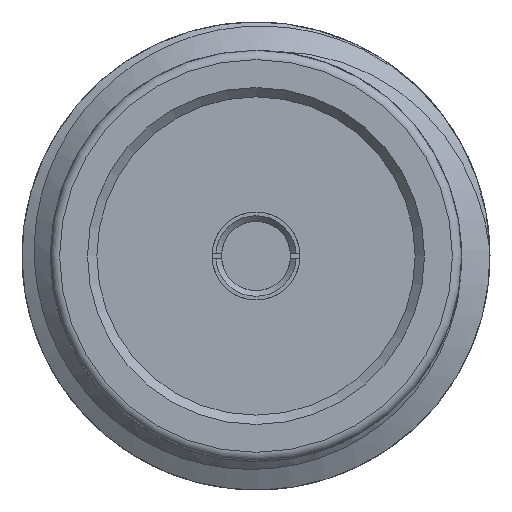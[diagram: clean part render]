
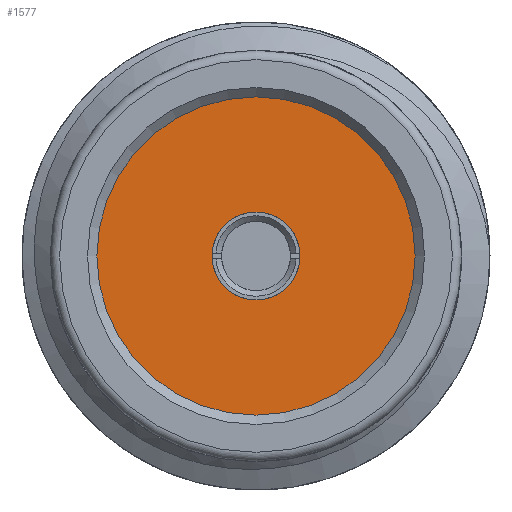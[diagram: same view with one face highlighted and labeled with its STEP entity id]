
A CAD part, left-side view. The second image highlights one B-rep face of the part: STEP entity #1577.
In plain terms, the highlighted planar face has unit normal (-1, 0, 0).
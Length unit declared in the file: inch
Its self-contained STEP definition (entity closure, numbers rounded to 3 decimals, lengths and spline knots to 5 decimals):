
#40 = CIRCLE ( 'NONE', #2454, 0.085 ) ;
#93 = DIRECTION ( 'NONE',  ( 0., 0., 1. ) ) ;
#104 = CIRCLE ( 'NONE', #1884, 0.0235 ) ;
#571 = ORIENTED_EDGE ( 'NONE', *, *, #3257, .T. ) ;
#965 = EDGE_LOOP ( 'NONE', ( #571 ) ) ;
#1009 = CARTESIAN_POINT ( 'NONE',  ( 0.075, 0., 0. ) ) ;
#1083 = CARTESIAN_POINT ( 'NONE',  ( 0.075, 0., 0. ) ) ;
#1547 = DIRECTION ( 'NONE',  ( 0., 0., 1. ) ) ;
#1577 = ADVANCED_FACE ( 'NONE', ( #3020, #2956 ), #3218, .T. ) ;
#1884 = AXIS2_PLACEMENT_3D ( 'NONE', #1083, #3147, #1547 ) ;
#1892 = DIRECTION ( 'NONE',  ( -1., 0., 0. ) ) ;
#2038 = EDGE_LOOP ( 'NONE', ( #2255 ) ) ;
#2196 = AXIS2_PLACEMENT_3D ( 'NONE', #2497, #1892, #93 ) ;
#2243 = VERTEX_POINT ( 'NONE', #3130 ) ;
#2255 = ORIENTED_EDGE ( 'NONE', *, *, #2264, .F. ) ;
#2264 = EDGE_CURVE ( 'NONE', #3193, #3193, #104, .T. ) ;
#2454 = AXIS2_PLACEMENT_3D ( 'NONE', #1009, #2610, #3129 ) ;
#2497 = CARTESIAN_POINT ( 'NONE',  ( 0.075, 0., 0. ) ) ;
#2610 = DIRECTION ( 'NONE',  ( -1., 0., 0. ) ) ;
#2711 = CARTESIAN_POINT ( 'NONE',  ( 0.075, 0., 0.0235 ) ) ;
#2956 = FACE_OUTER_BOUND ( 'NONE', #965, .T. ) ;
#3020 = FACE_BOUND ( 'NONE', #2038, .T. ) ;
#3129 = DIRECTION ( 'NONE',  ( 0., 0., 1. ) ) ;
#3130 = CARTESIAN_POINT ( 'NONE',  ( 0.075, 0., 0.085 ) ) ;
#3147 = DIRECTION ( 'NONE',  ( -1., 0., 0. ) ) ;
#3193 = VERTEX_POINT ( 'NONE', #2711 ) ;
#3218 = PLANE ( 'NONE',  #2196 ) ;
#3257 = EDGE_CURVE ( 'NONE', #2243, #2243, #40, .T. ) ;
